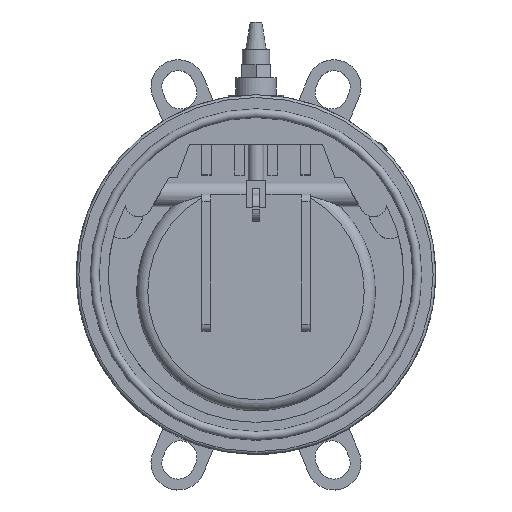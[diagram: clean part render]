
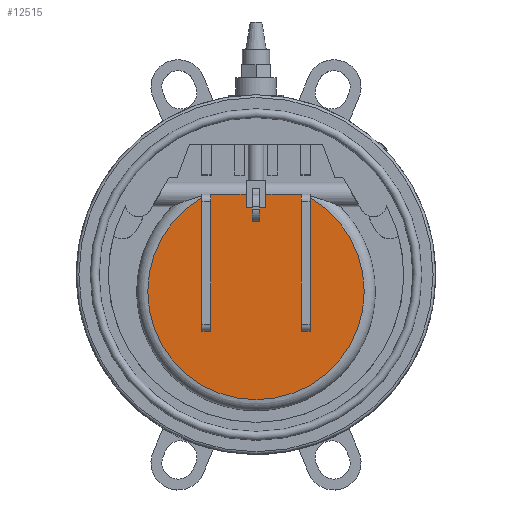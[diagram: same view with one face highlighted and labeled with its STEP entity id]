
A CAD part, top view. The second image highlights one B-rep face of the part: STEP entity #12515.
In plain terms, the highlighted planar face has unit normal (0, 0, 1).
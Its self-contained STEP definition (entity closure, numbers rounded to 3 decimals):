
#133=CIRCLE('',#12587,79.585);
#841=PLANE('',#13579);
#1547=FACE_OUTER_BOUND('',#2327,.T.);
#2327=EDGE_LOOP('',(#11404,#11405,#11406,#11407,#11408,#11409,#11410,#11411,
#11412,#11413,#11414,#11415));
#2397=LINE('',#17672,#3408);
#2399=LINE('',#17676,#3410);
#3292=LINE('',#27083,#4303);
#3295=LINE('',#27088,#4306);
#3297=LINE('',#27092,#4308);
#3306=LINE('',#27118,#4317);
#3309=LINE('',#27129,#4320);
#3314=LINE('',#27138,#4325);
#3315=LINE('',#27141,#4326);
#3316=LINE('',#27142,#4327);
#3317=LINE('',#27143,#4328);
#3408=VECTOR('',#13706,1.);
#3410=VECTOR('',#13708,1.);
#4303=VECTOR('',#16563,1.);
#4306=VECTOR('',#16568,1.);
#4308=VECTOR('',#16572,1.);
#4317=VECTOR('',#16597,1.);
#4320=VECTOR('',#16610,1.);
#4325=VECTOR('',#16619,1.);
#4326=VECTOR('',#16624,1.);
#4327=VECTOR('',#16625,1.);
#4328=VECTOR('',#16626,1.);
#4880=VERTEX_POINT('',#17669);
#4881=VERTEX_POINT('',#17671);
#4882=VERTEX_POINT('',#17673);
#4883=VERTEX_POINT('',#17675);
#4891=VERTEX_POINT('',#17801);
#4892=VERTEX_POINT('',#17806);
#5982=VERTEX_POINT('',#27082);
#5983=VERTEX_POINT('',#27087);
#5984=VERTEX_POINT('',#27091);
#5993=VERTEX_POINT('',#27117);
#5995=VERTEX_POINT('',#27127);
#5996=VERTEX_POINT('',#27128);
#6133=EDGE_CURVE('',#4881,#4880,#2397,.T.);
#6135=EDGE_CURVE('',#4883,#4882,#2399,.T.);
#6147=EDGE_CURVE('',#4892,#4891,#133,.T.);
#7781=EDGE_CURVE('',#5982,#4883,#3292,.T.);
#7784=EDGE_CURVE('',#5983,#5982,#3295,.T.);
#7786=EDGE_CURVE('',#4880,#5984,#3297,.T.);
#7799=EDGE_CURVE('',#5984,#5993,#3306,.T.);
#7804=EDGE_CURVE('',#5995,#5996,#3309,.T.);
#7809=EDGE_CURVE('',#4891,#5983,#3314,.T.);
#7810=EDGE_CURVE('',#5996,#4881,#3315,.T.);
#7811=EDGE_CURVE('',#5993,#4892,#3316,.T.);
#7812=EDGE_CURVE('',#4882,#5995,#3317,.T.);
#11404=ORIENTED_EDGE('',*,*,#7810,.T.);
#11405=ORIENTED_EDGE('',*,*,#6133,.T.);
#11406=ORIENTED_EDGE('',*,*,#7786,.T.);
#11407=ORIENTED_EDGE('',*,*,#7799,.T.);
#11408=ORIENTED_EDGE('',*,*,#7811,.T.);
#11409=ORIENTED_EDGE('',*,*,#6147,.T.);
#11410=ORIENTED_EDGE('',*,*,#7809,.T.);
#11411=ORIENTED_EDGE('',*,*,#7784,.T.);
#11412=ORIENTED_EDGE('',*,*,#7781,.T.);
#11413=ORIENTED_EDGE('',*,*,#6135,.T.);
#11414=ORIENTED_EDGE('',*,*,#7812,.T.);
#11415=ORIENTED_EDGE('',*,*,#7804,.T.);
#12515=ADVANCED_FACE('',(#1547),#841,.T.);
#12587=AXIS2_PLACEMENT_3D('',#17807,#13725,#13726);
#13579=AXIS2_PLACEMENT_3D('',#27140,#16622,#16623);
#13706=DIRECTION('',(-1.,0.,0.));
#13708=DIRECTION('',(-1.,0.,0.));
#13725=DIRECTION('center_axis',(0.,0.,1.));
#13726=DIRECTION('ref_axis',(1.,0.,0.));
#16563=DIRECTION('',(0.,1.,0.));
#16568=DIRECTION('',(-1.,0.,0.));
#16572=DIRECTION('',(0.,-1.,0.));
#16597=DIRECTION('',(-1.,0.,0.));
#16610=DIRECTION('',(-1.,0.,0.));
#16619=DIRECTION('',(0.,-1.,0.));
#16622=DIRECTION('center_axis',(0.,0.,1.));
#16623=DIRECTION('ref_axis',(1.,0.,0.));
#16624=DIRECTION('',(0.,1.,0.));
#16625=DIRECTION('',(0.,1.,0.));
#16626=DIRECTION('',(0.,-1.,0.));
#17669=CARTESIAN_POINT('',(-33.316,59.163,-35.539));
#17671=CARTESIAN_POINT('',(-2.844,59.163,-35.539));
#17672=CARTESIAN_POINT('',(0.,59.163,-35.539));
#17673=CARTESIAN_POINT('',(2.844,59.163,-35.539));
#17675=CARTESIAN_POINT('',(33.316,59.163,-35.539));
#17676=CARTESIAN_POINT('',(0.,59.163,-35.539));
#17801=CARTESIAN_POINT('',(39.814,56.721,-35.539));
#17806=CARTESIAN_POINT('',(-39.814,56.721,-35.539));
#17807=CARTESIAN_POINT('Origin',(0.,-12.188,-35.539));
#27082=CARTESIAN_POINT('',(33.316,-41.6,-35.539));
#27083=CARTESIAN_POINT('',(33.316,-1.704,-35.539));
#27087=CARTESIAN_POINT('',(39.814,-41.6,-35.539));
#27088=CARTESIAN_POINT('',(16.658,-41.6,-35.539));
#27091=CARTESIAN_POINT('',(-33.316,-41.6,-35.539));
#27092=CARTESIAN_POINT('',(-33.316,-1.704,-35.539));
#27117=CARTESIAN_POINT('',(-39.814,-41.6,-35.539));
#27118=CARTESIAN_POINT('',(-19.907,-41.6,-35.539));
#27127=CARTESIAN_POINT('',(2.844,39.163,-35.539));
#27128=CARTESIAN_POINT('',(-2.844,39.163,-35.539));
#27129=CARTESIAN_POINT('',(-1.422,39.163,-35.539));
#27138=CARTESIAN_POINT('',(39.814,-1.704,-35.539));
#27140=CARTESIAN_POINT('Origin',(0.,-12.188,-35.539));
#27141=CARTESIAN_POINT('',(-2.844,18.487,-35.539));
#27142=CARTESIAN_POINT('',(-39.814,-1.704,-35.539));
#27143=CARTESIAN_POINT('',(2.844,18.487,-35.539));
